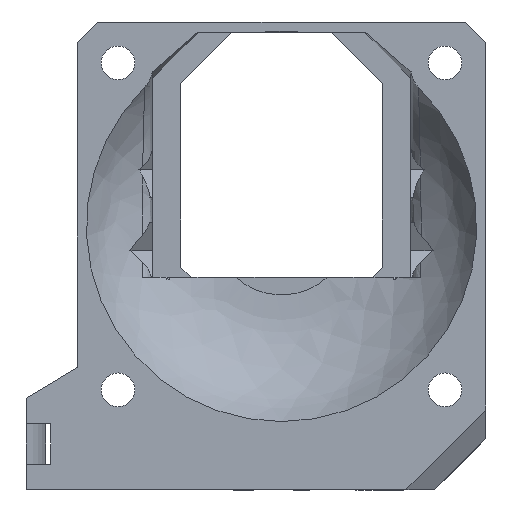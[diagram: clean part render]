
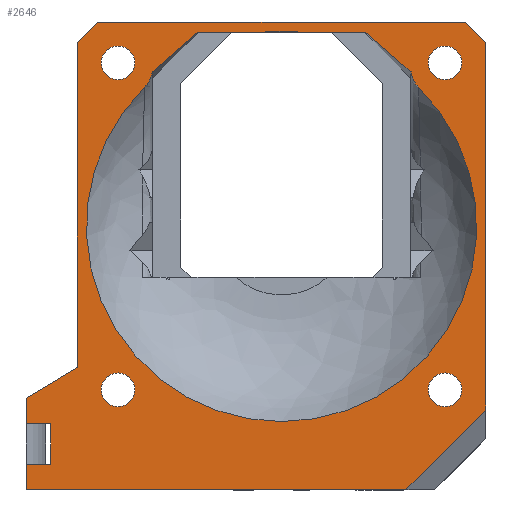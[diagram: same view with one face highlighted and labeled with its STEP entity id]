
A CAD part, front view. The second image highlights one B-rep face of the part: STEP entity #2646.
In plain terms, the highlighted planar face has unit normal (0, -1, 0).
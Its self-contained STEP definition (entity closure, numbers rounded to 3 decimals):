
#23=FACE_BOUND('',#267,.T.);
#24=FACE_BOUND('',#268,.T.);
#25=FACE_BOUND('',#269,.T.);
#26=FACE_BOUND('',#270,.T.);
#27=FACE_BOUND('',#271,.T.);
#53=CIRCLE('',#2799,1.65);
#54=CIRCLE('',#2800,1.65);
#55=CIRCLE('',#2801,1.65);
#56=CIRCLE('',#2802,1.65);
#57=CIRCLE('',#2803,19.1);
#58=CIRCLE('',#2804,19.1);
#128=FACE_OUTER_BOUND('',#266,.T.);
#266=EDGE_LOOP('',(#1791,#1792,#1793,#1794,#1795,#1796,#1797,#1798,#1799,
#1800,#1801,#1802,#1803));
#267=EDGE_LOOP('',(#1804));
#268=EDGE_LOOP('',(#1805));
#269=EDGE_LOOP('',(#1806));
#270=EDGE_LOOP('',(#1807));
#271=EDGE_LOOP('',(#1808,#1809,#1810,#1811,#1812,#1813,#1814,#1815));
#422=B_SPLINE_CURVE_WITH_KNOTS('',3,(#3738,#3739,#3740,#3741,#3742,#3743),
 .UNSPECIFIED.,.F.,.F.,(4,2,4),(-0.17,-0.085,
0.),.UNSPECIFIED.);
#442=B_SPLINE_CURVE_WITH_KNOTS('',3,(#4007,#4008,#4009,#4010,#4011,#4012),
 .UNSPECIFIED.,.F.,.F.,(4,2,4),(-0.171,-0.085,
0.),.UNSPECIFIED.);
#444=B_SPLINE_CURVE_WITH_KNOTS('',3,(#4165,#4166,#4167,#4168,#4169,#4170),
 .UNSPECIFIED.,.F.,.F.,(4,2,4),(-0.591,-0.304,0.),
 .UNSPECIFIED.);
#445=B_SPLINE_CURVE_WITH_KNOTS('',3,(#4177,#4178,#4179,#4180,#4181,#4182),
 .UNSPECIFIED.,.F.,.F.,(4,2,4),(-0.592,-0.287,0.),
 .UNSPECIFIED.);
#487=LINE('',#4131,#794);
#488=LINE('',#4133,#795);
#489=LINE('',#4135,#796);
#490=LINE('',#4137,#797);
#491=LINE('',#4139,#798);
#492=LINE('',#4141,#799);
#493=LINE('',#4143,#800);
#494=LINE('',#4145,#801);
#495=LINE('',#4147,#802);
#496=LINE('',#4149,#803);
#497=LINE('',#4151,#804);
#498=LINE('',#4153,#805);
#499=LINE('',#4154,#806);
#500=LINE('',#4172,#807);
#501=LINE('',#4176,#808);
#794=VECTOR('',#3014,2.5);
#795=VECTOR('',#3015,2.43);
#796=VECTOR('',#3016,4.);
#797=VECTOR('',#3017,2.43);
#798=VECTOR('',#3018,2.5);
#799=VECTOR('',#3019,37.172);
#800=VECTOR('',#3020,11.071);
#801=VECTOR('',#3021,35.972);
#802=VECTOR('',#3022,2.828);
#803=VECTOR('',#3023,36.);
#804=VECTOR('',#3024,2.828);
#805=VECTOR('',#3025,31.8);
#806=VECTOR('',#3026,5.831);
#807=VECTOR('',#3037,6.252);
#808=VECTOR('',#3040,6.252);
#1080=VERTEX_POINT('',#3681);
#1081=VERTEX_POINT('',#3737);
#1101=VERTEX_POINT('',#3999);
#1102=VERTEX_POINT('',#4006);
#1129=VERTEX_POINT('',#4129);
#1130=VERTEX_POINT('',#4130);
#1131=VERTEX_POINT('',#4132);
#1132=VERTEX_POINT('',#4134);
#1133=VERTEX_POINT('',#4136);
#1134=VERTEX_POINT('',#4138);
#1135=VERTEX_POINT('',#4140);
#1136=VERTEX_POINT('',#4142);
#1137=VERTEX_POINT('',#4144);
#1138=VERTEX_POINT('',#4146);
#1139=VERTEX_POINT('',#4148);
#1140=VERTEX_POINT('',#4150);
#1141=VERTEX_POINT('',#4152);
#1142=VERTEX_POINT('',#4155);
#1143=VERTEX_POINT('',#4157);
#1144=VERTEX_POINT('',#4159);
#1145=VERTEX_POINT('',#4161);
#1146=VERTEX_POINT('',#4164);
#1147=VERTEX_POINT('',#4171);
#1148=VERTEX_POINT('',#4173);
#1149=VERTEX_POINT('',#4175);
#1342=EDGE_CURVE('',#1081,#1080,#422,.T.);
#1363=EDGE_CURVE('',#1102,#1101,#442,.T.);
#1393=EDGE_CURVE('',#1129,#1130,#487,.T.);
#1394=EDGE_CURVE('',#1129,#1131,#488,.T.);
#1395=EDGE_CURVE('',#1132,#1131,#489,.F.);
#1396=EDGE_CURVE('',#1133,#1132,#490,.T.);
#1397=EDGE_CURVE('',#1134,#1133,#491,.T.);
#1398=EDGE_CURVE('',#1135,#1134,#492,.T.);
#1399=EDGE_CURVE('',#1135,#1136,#493,.T.);
#1400=EDGE_CURVE('',#1137,#1136,#494,.T.);
#1401=EDGE_CURVE('',#1137,#1138,#495,.T.);
#1402=EDGE_CURVE('',#1138,#1139,#496,.T.);
#1403=EDGE_CURVE('',#1139,#1140,#497,.T.);
#1404=EDGE_CURVE('',#1140,#1141,#498,.T.);
#1405=EDGE_CURVE('',#1141,#1130,#499,.F.);
#1406=EDGE_CURVE('',#1142,#1142,#53,.T.);
#1407=EDGE_CURVE('',#1143,#1143,#54,.T.);
#1408=EDGE_CURVE('',#1144,#1144,#55,.T.);
#1409=EDGE_CURVE('',#1145,#1145,#56,.T.);
#1410=EDGE_CURVE('',#1080,#1102,#57,.T.);
#1411=EDGE_CURVE('',#1101,#1146,#444,.T.);
#1412=EDGE_CURVE('',#1146,#1147,#500,.T.);
#1413=EDGE_CURVE('',#1147,#1148,#58,.T.);
#1414=EDGE_CURVE('',#1148,#1149,#501,.T.);
#1415=EDGE_CURVE('',#1149,#1081,#445,.T.);
#1791=ORIENTED_EDGE('',*,*,#1393,.F.);
#1792=ORIENTED_EDGE('',*,*,#1394,.T.);
#1793=ORIENTED_EDGE('',*,*,#1395,.F.);
#1794=ORIENTED_EDGE('',*,*,#1396,.F.);
#1795=ORIENTED_EDGE('',*,*,#1397,.F.);
#1796=ORIENTED_EDGE('',*,*,#1398,.F.);
#1797=ORIENTED_EDGE('',*,*,#1399,.T.);
#1798=ORIENTED_EDGE('',*,*,#1400,.F.);
#1799=ORIENTED_EDGE('',*,*,#1401,.T.);
#1800=ORIENTED_EDGE('',*,*,#1402,.T.);
#1801=ORIENTED_EDGE('',*,*,#1403,.T.);
#1802=ORIENTED_EDGE('',*,*,#1404,.T.);
#1803=ORIENTED_EDGE('',*,*,#1405,.T.);
#1804=ORIENTED_EDGE('',*,*,#1406,.F.);
#1805=ORIENTED_EDGE('',*,*,#1407,.F.);
#1806=ORIENTED_EDGE('',*,*,#1408,.F.);
#1807=ORIENTED_EDGE('',*,*,#1409,.F.);
#1808=ORIENTED_EDGE('',*,*,#1410,.T.);
#1809=ORIENTED_EDGE('',*,*,#1363,.T.);
#1810=ORIENTED_EDGE('',*,*,#1411,.T.);
#1811=ORIENTED_EDGE('',*,*,#1412,.T.);
#1812=ORIENTED_EDGE('',*,*,#1413,.T.);
#1813=ORIENTED_EDGE('',*,*,#1414,.T.);
#1814=ORIENTED_EDGE('',*,*,#1415,.T.);
#1815=ORIENTED_EDGE('',*,*,#1342,.T.);
#2531=PLANE('',#2798);
#2646=ADVANCED_FACE('',(#128,#23,#24,#25,#26,#27),#2531,.T.);
#2798=AXIS2_PLACEMENT_3D('',#4128,#3012,#3013);
#2799=AXIS2_PLACEMENT_3D('',#4156,#3027,#3028);
#2800=AXIS2_PLACEMENT_3D('',#4158,#3029,#3030);
#2801=AXIS2_PLACEMENT_3D('',#4160,#3031,#3032);
#2802=AXIS2_PLACEMENT_3D('',#4162,#3033,#3034);
#2803=AXIS2_PLACEMENT_3D('',#4163,#3035,#3036);
#2804=AXIS2_PLACEMENT_3D('',#4174,#3038,#3039);
#3012=DIRECTION('center_axis',(0.,-1.,0.));
#3013=DIRECTION('ref_axis',(0.,0.,1.));
#3014=DIRECTION('',(0.,0.,1.));
#3015=DIRECTION('',(1.,0.,0.));
#3016=DIRECTION('',(0.,0.,-1.));
#3017=DIRECTION('',(1.,0.,0.));
#3018=DIRECTION('',(0.,0.,1.));
#3019=DIRECTION('',(-1.,0.,0.));
#3020=DIRECTION('',(0.707,0.,0.707));
#3021=DIRECTION('',(0.,0.,-1.));
#3022=DIRECTION('',(-0.707,0.,0.707));
#3023=DIRECTION('',(-1.,0.,0.));
#3024=DIRECTION('',(-0.707,0.,-0.707));
#3025=DIRECTION('',(0.,0.,-1.));
#3026=DIRECTION('',(0.857,0.,0.514));
#3027=DIRECTION('center_axis',(0.,-1.,0.));
#3028=DIRECTION('ref_axis',(0.,0.,1.));
#3029=DIRECTION('center_axis',(0.,-1.,0.));
#3030=DIRECTION('ref_axis',(0.,0.,1.));
#3031=DIRECTION('center_axis',(0.,-1.,0.));
#3032=DIRECTION('ref_axis',(0.,0.,1.));
#3033=DIRECTION('center_axis',(0.,-1.,0.));
#3034=DIRECTION('ref_axis',(0.,0.,1.));
#3035=DIRECTION('center_axis',(0.,1.,0.));
#3036=DIRECTION('ref_axis',(0.,0.,-1.));
#3037=DIRECTION('',(1.,0.,0.));
#3038=DIRECTION('center_axis',(0.,1.,0.));
#3039=DIRECTION('ref_axis',(0.,0.,-1.));
#3040=DIRECTION('',(1.,0.,0.));
#3681=CARTESIAN_POINT('',(13.407,-13.5,39.404));
#3737=CARTESIAN_POINT('',(12.676,-13.5,40.911));
#3738=CARTESIAN_POINT('Ctrl Pts',(12.676,-13.5,40.911));
#3739=CARTESIAN_POINT('Ctrl Pts',(12.715,-13.5,40.63));
#3740=CARTESIAN_POINT('Ctrl Pts',(12.796,-13.5,40.354));
#3741=CARTESIAN_POINT('Ctrl Pts',(13.041,-13.5,39.841));
#3742=CARTESIAN_POINT('Ctrl Pts',(13.205,-13.5,39.603));
#3743=CARTESIAN_POINT('Ctrl Pts',(13.407,-13.5,39.404));
#3999=CARTESIAN_POINT('',(-12.676,-13.5,40.911));
#4006=CARTESIAN_POINT('',(-13.407,-13.5,39.404));
#4007=CARTESIAN_POINT('Ctrl Pts',(-13.407,-13.5,39.404));
#4008=CARTESIAN_POINT('Ctrl Pts',(-13.205,-13.5,39.603));
#4009=CARTESIAN_POINT('Ctrl Pts',(-13.041,-13.5,39.84));
#4010=CARTESIAN_POINT('Ctrl Pts',(-12.797,-13.5,40.353));
#4011=CARTESIAN_POINT('Ctrl Pts',(-12.715,-13.5,40.629));
#4012=CARTESIAN_POINT('Ctrl Pts',(-12.676,-13.5,40.911));
#4128=CARTESIAN_POINT('Origin',(10.4,-13.5,49.));
#4129=CARTESIAN_POINT('',(-25.,-13.5,6.5));
#4130=CARTESIAN_POINT('',(-25.,-13.5,9.));
#4131=CARTESIAN_POINT('',(-25.,-13.5,6.5));
#4132=CARTESIAN_POINT('',(-22.57,-13.5,6.5));
#4133=CARTESIAN_POINT('',(-25.,-13.5,6.5));
#4134=CARTESIAN_POINT('',(-22.57,-13.5,2.5));
#4135=CARTESIAN_POINT('',(-22.57,-13.5,6.5));
#4136=CARTESIAN_POINT('',(-25.,-13.5,2.5));
#4137=CARTESIAN_POINT('',(-25.,-13.5,2.5));
#4138=CARTESIAN_POINT('',(-25.,-13.5,0.));
#4139=CARTESIAN_POINT('',(-25.,-13.5,0.));
#4140=CARTESIAN_POINT('',(12.172,-13.5,0.));
#4141=CARTESIAN_POINT('',(12.172,-13.5,0.));
#4142=CARTESIAN_POINT('',(20.,-13.5,7.828));
#4143=CARTESIAN_POINT('',(12.172,-13.5,0.));
#4144=CARTESIAN_POINT('',(20.,-13.5,43.8));
#4145=CARTESIAN_POINT('',(20.,-13.5,43.8));
#4146=CARTESIAN_POINT('',(18.,-13.5,45.8));
#4147=CARTESIAN_POINT('',(20.,-13.5,43.8));
#4148=CARTESIAN_POINT('',(-18.,-13.5,45.8));
#4149=CARTESIAN_POINT('',(18.,-13.5,45.8));
#4150=CARTESIAN_POINT('',(-20.,-13.5,43.8));
#4151=CARTESIAN_POINT('',(-18.,-13.5,45.8));
#4152=CARTESIAN_POINT('',(-20.,-13.5,12.));
#4153=CARTESIAN_POINT('',(-20.,-13.5,43.8));
#4154=CARTESIAN_POINT('',(-25.,-13.5,9.));
#4155=CARTESIAN_POINT('',(16.,-13.5,8.15));
#4156=CARTESIAN_POINT('Origin',(16.,-13.5,9.8));
#4157=CARTESIAN_POINT('',(16.,-13.5,40.15));
#4158=CARTESIAN_POINT('Origin',(16.,-13.5,41.8));
#4159=CARTESIAN_POINT('',(-16.,-13.5,40.15));
#4160=CARTESIAN_POINT('Origin',(-16.,-13.5,41.8));
#4161=CARTESIAN_POINT('',(-16.,-13.5,8.15));
#4162=CARTESIAN_POINT('Origin',(-16.,-13.5,9.8));
#4163=CARTESIAN_POINT('Origin',(0.,-13.5,25.8));
#4164=CARTESIAN_POINT('',(-8.204,-13.5,44.8));
#4165=CARTESIAN_POINT('Ctrl Pts',(-12.676,-13.5,40.911));
#4166=CARTESIAN_POINT('Ctrl Pts',(-11.942,-13.5,41.526));
#4167=CARTESIAN_POINT('Ctrl Pts',(-11.212,-13.5,42.151));
#4168=CARTESIAN_POINT('Ctrl Pts',(-9.724,-13.5,43.446));
#4169=CARTESIAN_POINT('Ctrl Pts',(-8.959,-13.5,44.123));
#4170=CARTESIAN_POINT('Ctrl Pts',(-8.204,-13.5,44.8));
#4171=CARTESIAN_POINT('',(-1.952,-13.5,44.8));
#4172=CARTESIAN_POINT('',(-8.204,-13.5,44.8));
#4173=CARTESIAN_POINT('',(1.952,-13.5,44.8));
#4174=CARTESIAN_POINT('Origin',(0.,-13.5,25.8));
#4175=CARTESIAN_POINT('',(8.204,-13.5,44.8));
#4176=CARTESIAN_POINT('',(1.952,-13.5,44.8));
#4177=CARTESIAN_POINT('Ctrl Pts',(8.204,-13.5,44.8));
#4178=CARTESIAN_POINT('Ctrl Pts',(8.96,-13.5,44.123));
#4179=CARTESIAN_POINT('Ctrl Pts',(9.724,-13.5,43.446));
#4180=CARTESIAN_POINT('Ctrl Pts',(11.212,-13.5,42.151));
#4181=CARTESIAN_POINT('Ctrl Pts',(11.942,-13.5,41.526));
#4182=CARTESIAN_POINT('Ctrl Pts',(12.676,-13.5,40.911));
